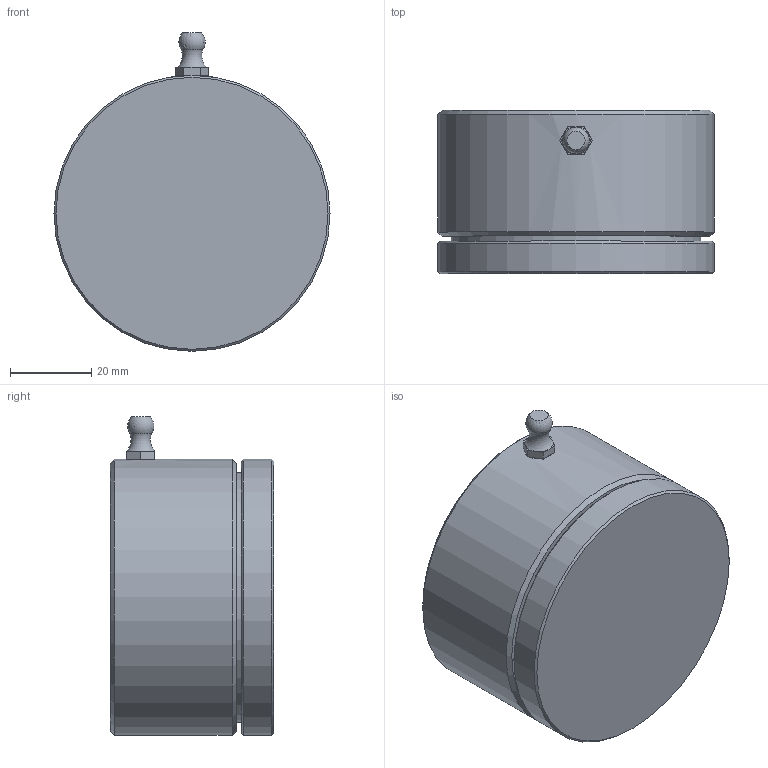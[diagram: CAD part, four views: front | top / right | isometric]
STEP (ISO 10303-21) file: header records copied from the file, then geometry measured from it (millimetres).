
FILE_DESCRIPTION(/* description */ ('87G-GRANDE ZINCATO - PIASTRA '),/* implementation_level */ '2;1');
FILE_NAME(/* name */ '10801010 001.stp',/* time_stamp */ '2023-01-24T08:35:47+01:00',/* author */ ('gcocco'),/* organization */ (''),/* preprocessor_version */ 'ST-DEVELOPER v17.2',/* originating_system */ 'Autodesk Inventor 2019',/* authorisation */ '');
FILE_SCHEMA (('AUTOMOTIVE_DESIGN { 1 0 10303 214 3 1 1 }'));
Length unit declared in the file: millimetre
Products named in the file (5): 10801010  001; 22203002  001; 21000904  001; 71105801  001; 74700116
Assembly tree (4 placements, depth 2):
  10801010  001
    22203002  001
    21000904  001
    71105801  001
    74700116
Bounding box: 68 x 40.25 x 78.5 mm (x, y, z)
Volume: 117629.7 mm3; surface area: 42824.7 mm2
Topology: 4 solids, 4 shells, 85 faces, 284 edges, 193 vertices
Faces by surface type: plane 45, cone 21, cylinder 12, torus 5, bspline 1, sphere 1
Full cylindrical faces by diameter (mm): 4.917 x1, 6 x1, 24.9 x1, 25 x1, 31.189 x1, 40.161 x1, 50 x1, 61.5 x1, 62 x2, 68 x2
Entity records: 4564 total; most frequent: CARTESIAN_POINT 1795, ORIENTED_EDGE 564, DIRECTION 552, EDGE_CURVE 282, AXIS2_PLACEMENT_3D 246, VERTEX_POINT 194, CIRCLE 126, EDGE_LOOP 114
